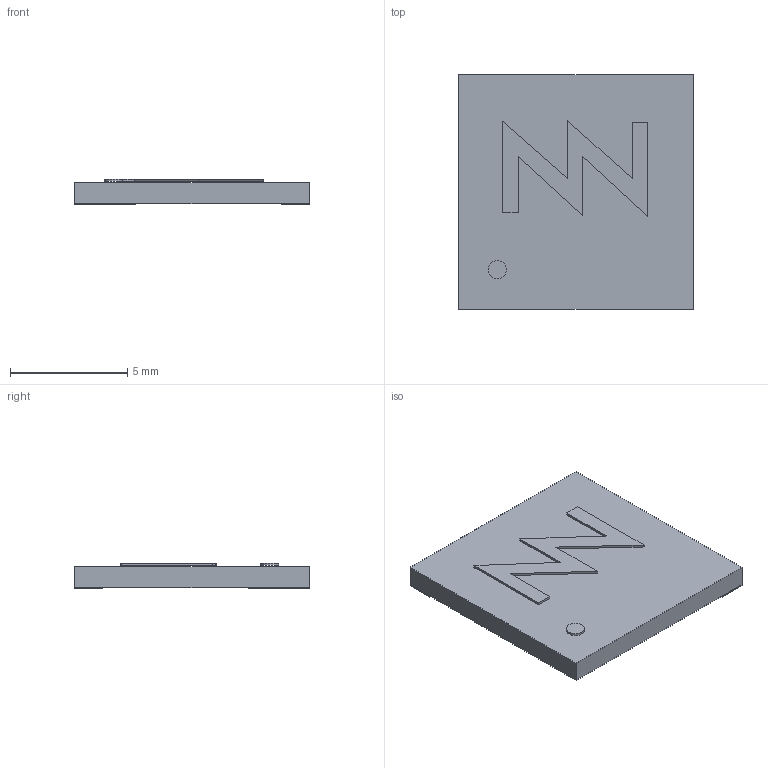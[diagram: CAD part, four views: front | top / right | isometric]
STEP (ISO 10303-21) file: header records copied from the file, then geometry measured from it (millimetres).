
FILE_DESCRIPTION(('FreeCAD Model'),'2;1');
FILE_NAME('Open CASCADE Shape Model','2022-12-06T10:29:30',(''),(''), 'Open CASCADE STEP processor 7.6','FreeCAD','Unknown');
FILE_SCHEMA(('AUTOMOTIVE_DESIGN { 1 0 10303 214 1 1 1 1 }'));
Length unit declared in the file: millimetre
Products named in the file (8): nn01-103; body; pad001; pad002; pad003; pad004; letters; circle
Assembly tree (7 placements, depth 2):
  nn01-103
    body
    pad001
    pad002
    pad003
    pad004
    letters
    circle
Bounding box: 10 x 10 x 1.1 mm (x, y, z)
Volume: 91.6 mm3; surface area: 279.8 mm2
Topology: 7 solids, 7 shells, 47 faces, 99 edges, 66 vertices
Faces by surface type: plane 46, cylinder 1
Full cylindrical faces by diameter (mm): 0.774 x1
Entity records: 1433 total; most frequent: CARTESIAN_POINT 220, DIRECTION 211, ORIENTED_EDGE 198, EDGE_CURVE 99, LINE 97, VECTOR 97, VERTEX_POINT 66, AXIS2_PLACEMENT_3D 57
